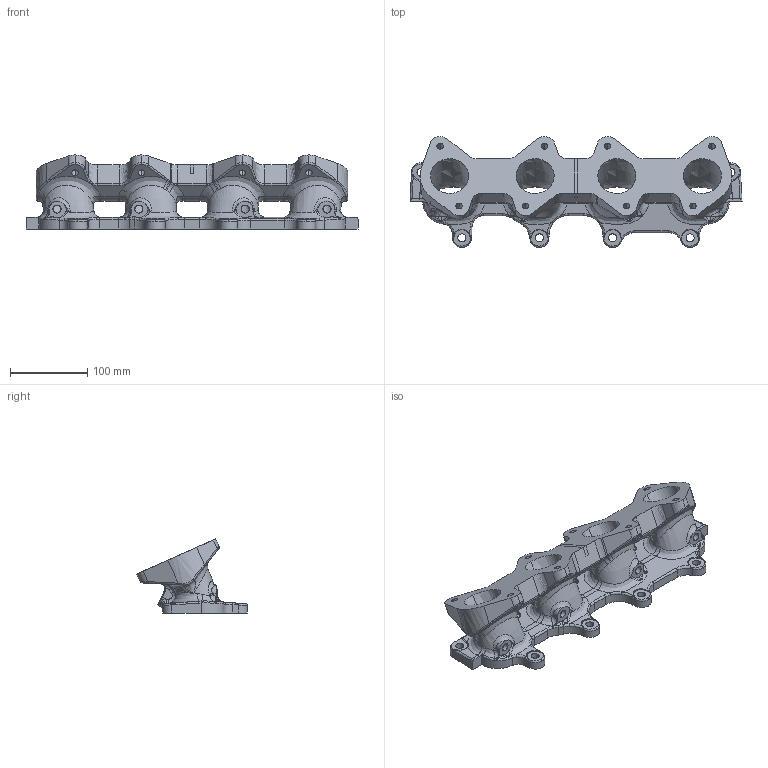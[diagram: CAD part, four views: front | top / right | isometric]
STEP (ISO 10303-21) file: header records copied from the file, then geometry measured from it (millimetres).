
FILE_DESCRIPTION(('FreeCAD Model'),'2;1');
FILE_NAME('Open CASCADE Shape Model','2025-05-04T08:56:17',('FreeCAD'),( 'FreeCAD'),'Open CASCADE STEP processor 7.6','FreeCAD','Unknown');
FILE_SCHEMA(('AUTOMOTIVE_DESIGN { 1 0 10303 214 1 1 1 1 }'));
Products named in the file (1): Open CASCADE STEP translator 7.6 1
Bounding box: 430.04 x 143.46 x 95.91 mm (x, y, z)
Volume: 1185094.6 mm3; surface area: 216715.3 mm2
Topology: 2 solids, 2 shells, 771 faces, 2005 edges, 1214 vertices
Faces by surface type: bspline 771
Entity records: 52657 total; most frequent: CARTESIAN_POINT 41735, ORIENTED_EDGE 3978, EDGE_CURVE 1989, VERTEX_POINT 1214, B_SPLINE_CURVE_WITH_KNOTS 1169, FACE_BOUND 827, EDGE_LOOP 827, ADVANCED_FACE 771
